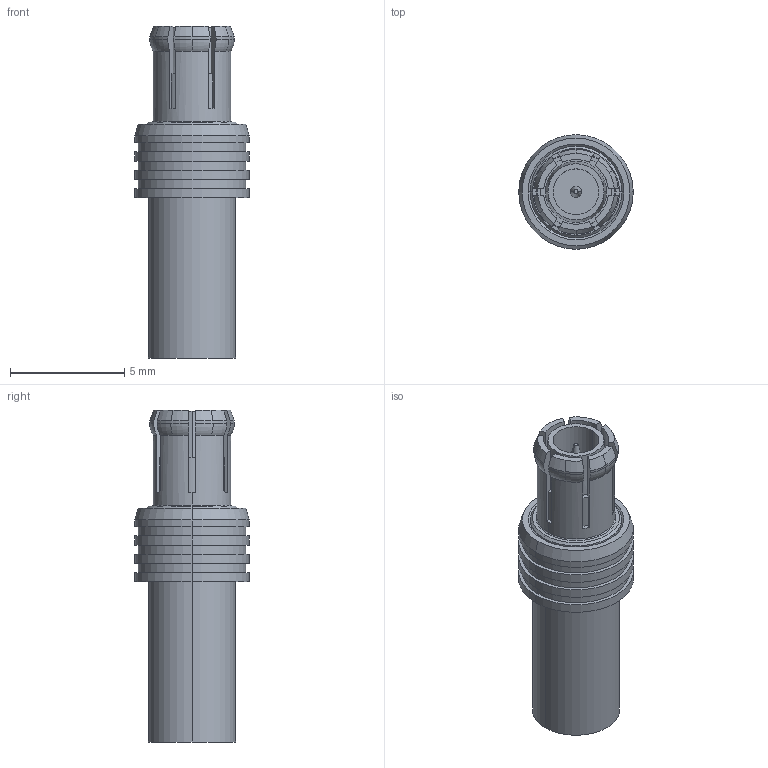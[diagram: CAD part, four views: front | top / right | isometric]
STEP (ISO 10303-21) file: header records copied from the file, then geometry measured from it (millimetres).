
FILE_DESCRIPTION (( 'STEP AP214' ), '1' );
FILE_NAME ('J01270A0161.STEP', '2017-07-03T14:11:06', ( '' ), ( '' ), 'SwSTEP 2.0', 'SolidWorks 2015', '' );
FILE_SCHEMA (( 'AUTOMOTIVE_DESIGN' ));
Length unit declared in the file: millimetre
Products named in the file (1): J01270A0161
Bounding box: 5 x 5 x 14.5 mm (x, y, z)
Volume: 130.3 mm3; surface area: 399.5 mm2
Topology: 1 solids, 1 shells, 135 faces, 335 edges, 218 vertices
Faces by surface type: cylinder 51, plane 42, cone 26, torus 16
Entity records: 5528 total; most frequent: CARTESIAN_POINT 781, DIRECTION 757, ORIENTED_EDGE 670, EDGE_CURVE 335, AXIS2_PLACEMENT_3D 310, VERTEX_POINT 218, CIRCLE 174, EDGE_LOOP 151
